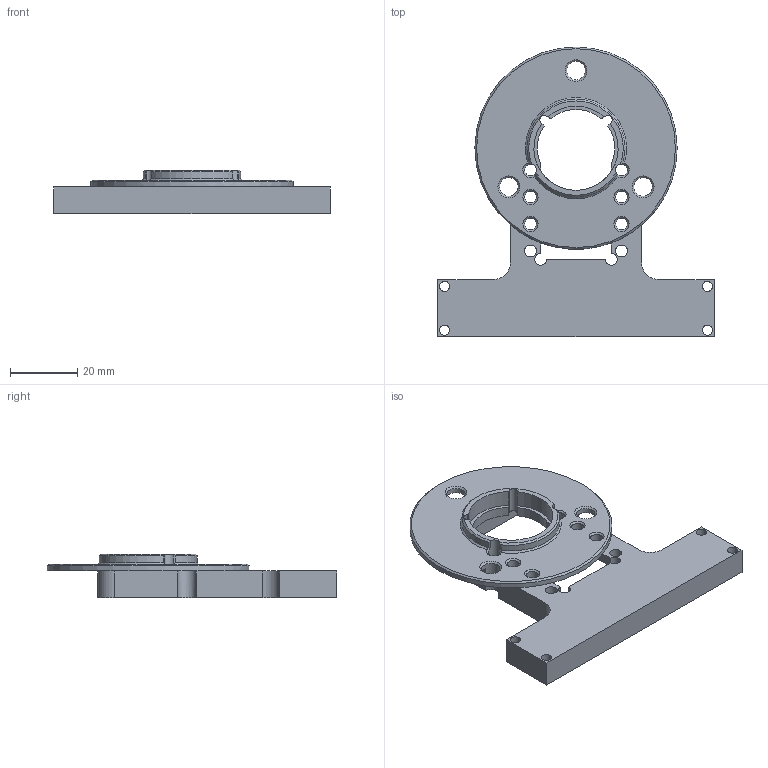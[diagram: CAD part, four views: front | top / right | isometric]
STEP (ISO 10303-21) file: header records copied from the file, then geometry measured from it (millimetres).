
FILE_DESCRIPTION(/* description */ ('STEP AP214'),/* implementation_level */ '2;1');
FILE_NAME(/* name */ '61fa9e68de1f9b6a4c35e601',/* time_stamp */ '2022-02-02T15:08:25+00:00',/* author */ (''),/* organization */ (''),/* preprocessor_version */ 'ST-DEVELOPER v18.101',/* originating_system */ ' ',/* authorisation */ ' ');
FILE_SCHEMA (('AUTOMOTIVE_DESIGN {1 0 10303 214 3 1 1}'));
Length unit declared in the file: metre
Products named in the file (1): Fixation nouveau moteur
Bounding box: 82 x 86 x 13 mm (x, y, z)
Volume: 21012.6 mm3; surface area: 13317 mm2
Topology: 1 solids, 1 shells, 84 faces, 240 edges, 154 vertices
Faces by surface type: plane 35, cylinder 31, cone 14, bspline 4
Full cylindrical faces by diameter (mm): 3 x4, 3.5 x8, 5.5 x3, 60 x1
Entity records: 2666 total; most frequent: CARTESIAN_POINT 505, DIRECTION 438, ORIENTED_EDGE 414, EDGE_CURVE 207, AXIS2_PLACEMENT_3D 166, VERTEX_POINT 145, EDGE_LOOP 138, FACE_BOUND 138
